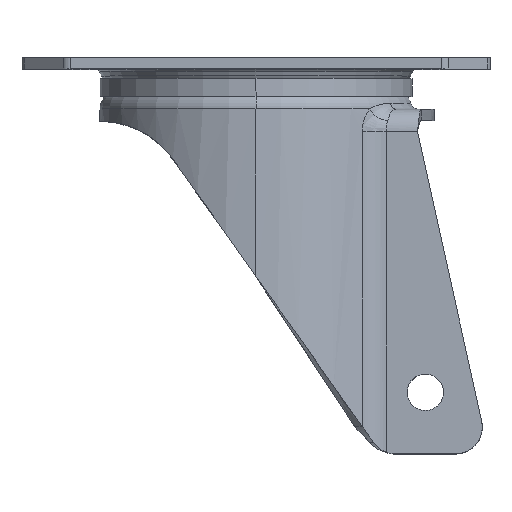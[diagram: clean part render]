
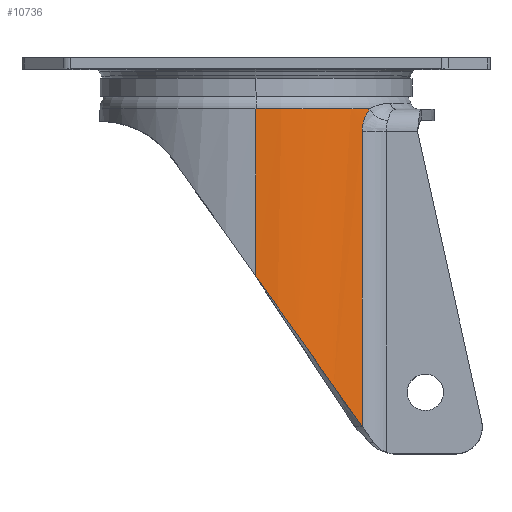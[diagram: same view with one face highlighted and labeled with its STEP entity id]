
A CAD part, top view. The second image highlights one B-rep face of the part: STEP entity #10736.
In plain terms, the highlighted cylindrical face has radius 35 mm (diameter 70 mm), a partial arc.
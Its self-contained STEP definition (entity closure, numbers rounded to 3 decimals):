
#115 = VERTEX_POINT ( 'NONE', #5017 ) ;
#338 = CARTESIAN_POINT ( 'NONE',  ( 0., -110.94, 0. ) ) ;
#515 = CARTESIAN_POINT ( 'NONE',  ( 23.825, -82.656, 25.64 ) ) ;
#1027 = CARTESIAN_POINT ( 'NONE',  ( 23.895, -15.41, 25.574 ) ) ;
#1079 = CARTESIAN_POINT ( 'NONE',  ( 24.94, -12.154, 24.571 ) ) ;
#1358 = DIRECTION ( 'NONE',  ( 0., 1., 0. ) ) ;
#1431 = VECTOR ( 'NONE', #1358, 1000. ) ;
#1450 = CARTESIAN_POINT ( 'NONE',  ( 4.867, -55.887, 34.682 ) ) ;
#1603 = EDGE_CURVE ( 'NONE', #2200, #115, #8605, .T. ) ;
#1951 = CARTESIAN_POINT ( 'NONE',  ( 23.86, -15.721, 25.607 ) ) ;
#1953 = VERTEX_POINT ( 'NONE', #9450 ) ;
#1962 = B_SPLINE_CURVE_WITH_KNOTS ( 'NONE', 3,
 ( #5984, #5756, #10024, #9027 ),
 .UNSPECIFIED., .F., .F.,
 ( 4, 4 ),
 ( 0., 1. ),
 .UNSPECIFIED. ) ;
#2200 = VERTEX_POINT ( 'NONE', #5655 ) ;
#2210 = CARTESIAN_POINT ( 'NONE',  ( 1.231, -50.753, 34.999 ) ) ;
#2302 = CIRCLE ( 'NONE', #6463, 35. ) ;
#2464 = EDGE_CURVE ( 'NONE', #5593, #1953, #3285, .T. ) ;
#2605 = EDGE_CURVE ( 'NONE', #10031, #2200, #4207, .T. ) ;
#2802 = CARTESIAN_POINT ( 'NONE',  ( 23.893, -15.421, 25.576 ) ) ;
#2859 = CARTESIAN_POINT ( 'NONE',  ( 24.077, -14.42, 25.402 ) ) ;
#2888 = CYLINDRICAL_SURFACE ( 'NONE', #3415, 35. ) ;
#2945 = ORIENTED_EDGE ( 'NONE', *, *, #8794, .T. ) ;
#3285 = B_SPLINE_CURVE_WITH_KNOTS ( 'NONE', 3,
 ( #4393, #5324, #6011, #7700, #1951, #10171, #6836, #9297, #2802, #1027, #6064, #5271, #5174, #4339, #2859, #7741, #9354, #9413, #8396, #8450, #7647, #1079, #8553 ),
 .UNSPECIFIED., .F., .F.,
 ( 4, 2, 1, 1, 1, 1, 2, 2, 2, 1, 1, 1, 2, 2, 4 ),
 ( 0., 0.125, 0.187, 0.219, 0.234, 0.242, 0.246, 0.25, 0.375, 0.437, 0.469, 0.484, 0.492, 0.5, 1. ),
 .UNSPECIFIED. ) ;
#3415 = AXIS2_PLACEMENT_3D ( 'NONE', #338, #7931, #6203 ) ;
#3835 = CARTESIAN_POINT ( 'NONE',  ( 22.425, -80.679, 26.94 ) ) ;
#3872 = FACE_OUTER_BOUND ( 'NONE', #8488, .T. ) ;
#3898 = CARTESIAN_POINT ( 'NONE',  ( 17.489, -73.71, 30.385 ) ) ;
#4035 = ORIENTED_EDGE ( 'NONE', *, *, #2464, .T. ) ;
#4207 = B_SPLINE_CURVE_WITH_KNOTS ( 'NONE', 3,
 ( #515, #3835, #5521, #3898, #7998, #7096, #5575, #7151, #6331, #7211, #1450, #9613, #2210, #4782 ),
 .UNSPECIFIED., .F., .F.,
 ( 4, 2, 2, 2, 2, 2, 4 ),
 ( 0., 0.25, 0.5, 0.625, 0.75, 0.875, 1. ),
 .UNSPECIFIED. ) ;
#4339 = CARTESIAN_POINT ( 'NONE',  ( 24.038, -14.59, 25.44 ) ) ;
#4393 = CARTESIAN_POINT ( 'NONE',  ( 23.825, -16.5, 25.639 ) ) ;
#4548 = DIRECTION ( 'NONE',  ( 0., -1., 0. ) ) ;
#4782 = CARTESIAN_POINT ( 'NONE',  ( 0., -49.015, 35. ) ) ;
#5017 = CARTESIAN_POINT ( 'NONE',  ( 0., -11.414, 35. ) ) ;
#5174 = CARTESIAN_POINT ( 'NONE',  ( 23.965, -14.933, 25.508 ) ) ;
#5271 = CARTESIAN_POINT ( 'NONE',  ( 23.926, -15.164, 25.545 ) ) ;
#5324 = CARTESIAN_POINT ( 'NONE',  ( 23.825, -16.317, 25.639 ) ) ;
#5521 = CARTESIAN_POINT ( 'NONE',  ( 20.875, -78.491, 28.166 ) ) ;
#5533 = CARTESIAN_POINT ( 'NONE',  ( 0., -110.94, 35. ) ) ;
#5575 = CARTESIAN_POINT ( 'NONE',  ( 11.614, -65.414, 33.037 ) ) ;
#5593 = VERTEX_POINT ( 'NONE', #10594 ) ;
#5655 = CARTESIAN_POINT ( 'NONE',  ( 0., -49.015, 35. ) ) ;
#5756 = CARTESIAN_POINT ( 'NONE',  ( 23.825, -60.604, 25.639 ) ) ;
#5984 = CARTESIAN_POINT ( 'NONE',  ( 23.825, -82.656, 25.64 ) ) ;
#6011 = CARTESIAN_POINT ( 'NONE',  ( 23.831, -16.134, 25.634 ) ) ;
#6064 = CARTESIAN_POINT ( 'NONE',  ( 23.895, -15.406, 25.574 ) ) ;
#6203 = DIRECTION ( 'NONE',  ( 0., 0., -1. ) ) ;
#6331 = CARTESIAN_POINT ( 'NONE',  ( 8.344, -60.797, 34.011 ) ) ;
#6463 = AXIS2_PLACEMENT_3D ( 'NONE', #8483, #4548, #6769 ) ;
#6769 = DIRECTION ( 'NONE',  ( 0.729, 0., 0.684 ) ) ;
#6836 = CARTESIAN_POINT ( 'NONE',  ( 23.886, -15.479, 25.582 ) ) ;
#7096 = CARTESIAN_POINT ( 'NONE',  ( 12.652, -66.88, 32.652 ) ) ;
#7151 = CARTESIAN_POINT ( 'NONE',  ( 9.46, -62.373, 33.716 ) ) ;
#7211 = CARTESIAN_POINT ( 'NONE',  ( 6.047, -57.554, 34.494 ) ) ;
#7637 = EDGE_CURVE ( 'NONE', #1953, #115, #2302, .T. ) ;
#7647 = CARTESIAN_POINT ( 'NONE',  ( 24.481, -13.033, 25.017 ) ) ;
#7700 = CARTESIAN_POINT ( 'NONE',  ( 23.848, -15.859, 25.617 ) ) ;
#7741 = CARTESIAN_POINT ( 'NONE',  ( 24.129, -14.224, 25.353 ) ) ;
#7931 = DIRECTION ( 'NONE',  ( 0., 1., 0. ) ) ;
#7998 = CARTESIAN_POINT ( 'NONE',  ( 15.649, -71.112, 31.382 ) ) ;
#8235 = CARTESIAN_POINT ( 'NONE',  ( 23.825, -82.656, 25.64 ) ) ;
#8291 = ORIENTED_EDGE ( 'NONE', *, *, #2605, .F. ) ;
#8396 = CARTESIAN_POINT ( 'NONE',  ( 24.177, -14.056, 25.308 ) ) ;
#8450 = CARTESIAN_POINT ( 'NONE',  ( 24.181, -14.044, 25.304 ) ) ;
#8483 = CARTESIAN_POINT ( 'NONE',  ( 0., -11.414, 0. ) ) ;
#8488 = EDGE_LOOP ( 'NONE', ( #10508, #8291, #2945, #4035, #8514 ) ) ;
#8514 = ORIENTED_EDGE ( 'NONE', *, *, #7637, .T. ) ;
#8553 = CARTESIAN_POINT ( 'NONE',  ( 25.531, -11.414, 23.941 ) ) ;
#8605 = LINE ( 'NONE', #5533, #1431 ) ;
#8794 = EDGE_CURVE ( 'NONE', #10031, #5593, #1962, .T. ) ;
#9027 = CARTESIAN_POINT ( 'NONE',  ( 23.825, -16.5, 25.639 ) ) ;
#9297 = CARTESIAN_POINT ( 'NONE',  ( 23.891, -15.439, 25.578 ) ) ;
#9354 = CARTESIAN_POINT ( 'NONE',  ( 24.157, -14.126, 25.327 ) ) ;
#9413 = CARTESIAN_POINT ( 'NONE',  ( 24.169, -14.084, 25.315 ) ) ;
#9450 = CARTESIAN_POINT ( 'NONE',  ( 25.531, -11.414, 23.941 ) ) ;
#9613 = CARTESIAN_POINT ( 'NONE',  ( 2.458, -52.485, 34.934 ) ) ;
#10024 = CARTESIAN_POINT ( 'NONE',  ( 23.825, -38.552, 25.639 ) ) ;
#10031 = VERTEX_POINT ( 'NONE', #8235 ) ;
#10171 = CARTESIAN_POINT ( 'NONE',  ( 23.877, -15.56, 25.591 ) ) ;
#10508 = ORIENTED_EDGE ( 'NONE', *, *, #1603, .F. ) ;
#10594 = CARTESIAN_POINT ( 'NONE',  ( 23.825, -16.5, 25.639 ) ) ;
#10736 = ADVANCED_FACE ( 'NONE', ( #3872 ), #2888, .T. ) ;
